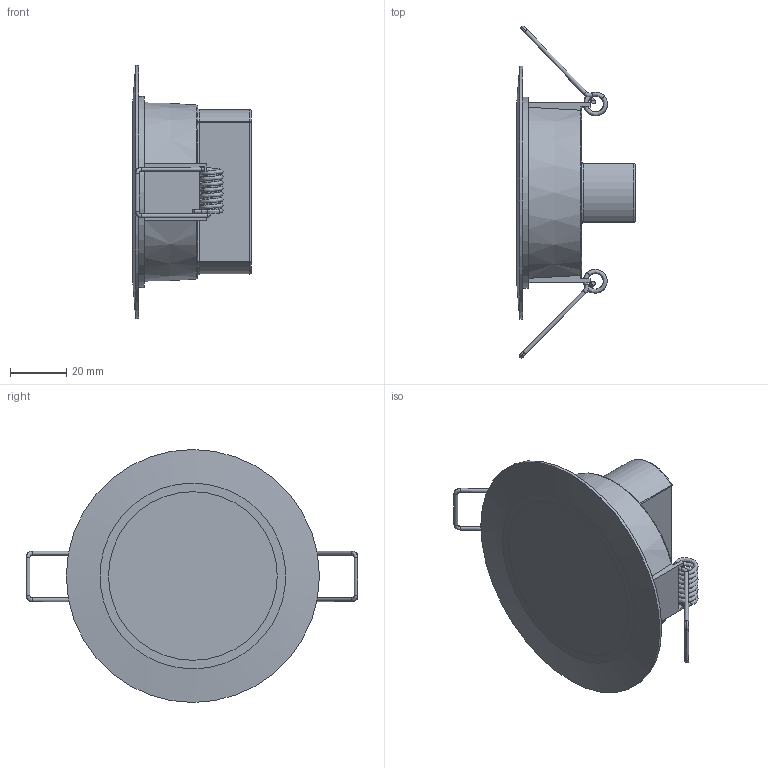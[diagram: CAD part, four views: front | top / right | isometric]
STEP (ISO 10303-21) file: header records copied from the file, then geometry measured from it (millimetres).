
FILE_DESCRIPTION (( 'STEP AP214' ), '1' );
FILE_NAME ('DL_IP44_DN_90.STEP', '2023-06-12T13:25:46', ( '' ), ( '' ), 'SwSTEP 2.0', 'SolidWorks 2020', '' );
FILE_SCHEMA (( 'AUTOMOTIVE_DESIGN' ));
Length unit declared in the file: millimetre
Products named in the file (1): DL_IP44_DN_90
Bounding box: 42 x 118.04 x 90 mm (x, y, z)
Volume: 38080.4 mm3; surface area: 40926 mm2
Topology: 5 solids, 5 shells, 125 faces, 295 edges, 177 vertices
Faces by surface type: plane 45, cylinder 38, torus 18, bspline 16, cone 4, sphere 4
Full cylindrical faces by diameter (mm): 1.4 x2, 60 x2, 68 x1, 90 x1
Entity records: 8200 total; most frequent: CARTESIAN_POINT 4110, DIRECTION 552, ORIENTED_EDGE 522, EDGE_CURVE 261, AXIS2_PLACEMENT_3D 216, VERTEX_POINT 171, EDGE_LOOP 150, FACE_OUTER_BOUND 143
